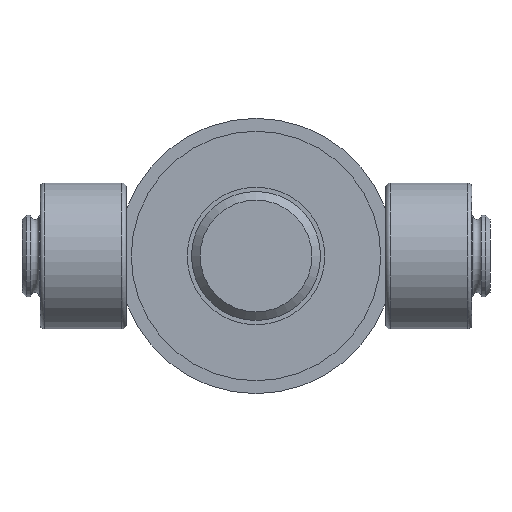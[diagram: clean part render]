
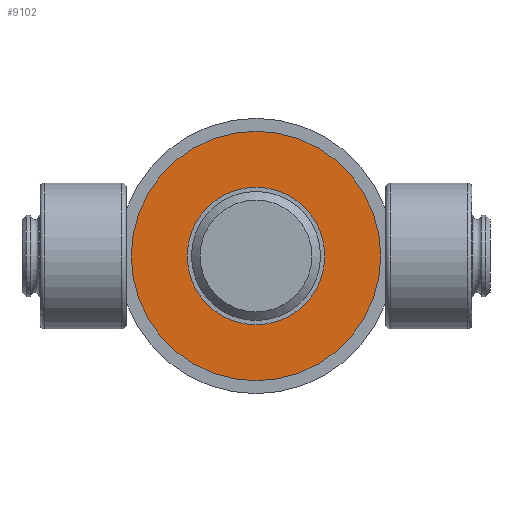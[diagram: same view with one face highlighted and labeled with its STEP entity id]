
A CAD part, front view. The second image highlights one B-rep face of the part: STEP entity #9102.
In plain terms, the highlighted face is planar.
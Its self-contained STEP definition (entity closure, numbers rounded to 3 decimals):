
#1479=PLANE('',#10028);
#1972=FACE_BOUND('',#3272,.T.);
#2633=FACE_OUTER_BOUND('',#3271,.T.);
#3271=EDGE_LOOP('',(#8532));
#3272=EDGE_LOOP('',(#8533));
#3644=CIRCLE('',#10015,80.);
#3650=CIRCLE('',#10026,145.);
#4555=VERTEX_POINT('',#19281);
#4561=VERTEX_POINT('',#19298);
#5879=EDGE_CURVE('',#4555,#4555,#3644,.T.);
#5885=EDGE_CURVE('',#4561,#4561,#3650,.T.);
#8532=ORIENTED_EDGE('',*,*,#5885,.T.);
#8533=ORIENTED_EDGE('',*,*,#5879,.T.);
#9102=ADVANCED_FACE('',(#2633,#1972),#1479,.F.);
#10015=AXIS2_PLACEMENT_3D('',#19282,#12217,#12218);
#10026=AXIS2_PLACEMENT_3D('',#19299,#12239,#12240);
#10028=AXIS2_PLACEMENT_3D('',#19301,#12243,#12244);
#12217=DIRECTION('center_axis',(0.,0.,1.));
#12218=DIRECTION('ref_axis',(1.,0.,0.));
#12239=DIRECTION('center_axis',(0.,0.,-1.));
#12240=DIRECTION('ref_axis',(-1.,0.,0.));
#12243=DIRECTION('center_axis',(0.,0.,1.));
#12244=DIRECTION('ref_axis',(1.,0.,0.));
#19281=CARTESIAN_POINT('',(-80.,0.,0.));
#19282=CARTESIAN_POINT('Origin',(0.,0.,0.));
#19298=CARTESIAN_POINT('',(145.,0.,0.));
#19299=CARTESIAN_POINT('Origin',(0.,0.,0.));
#19301=CARTESIAN_POINT('Origin',(0.,0.,
0.));
